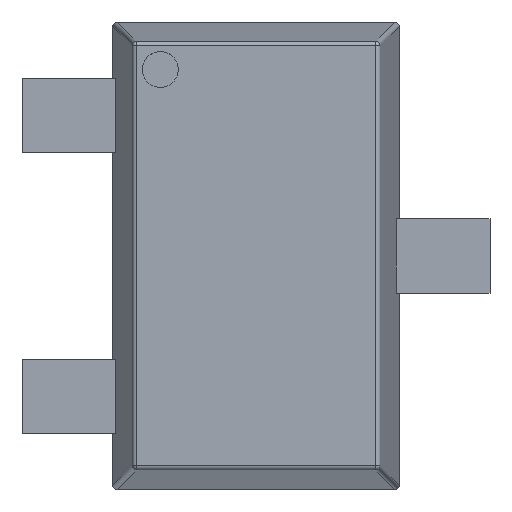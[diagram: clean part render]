
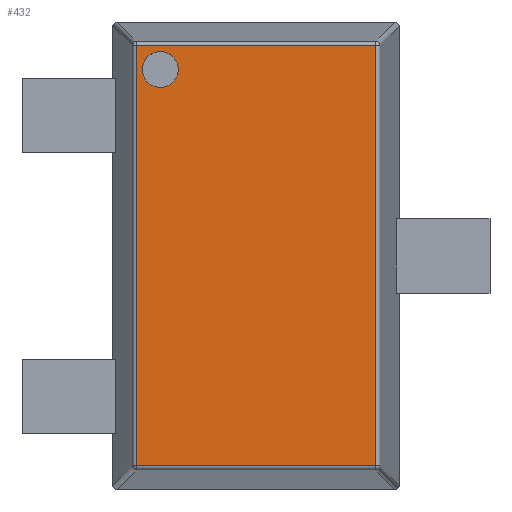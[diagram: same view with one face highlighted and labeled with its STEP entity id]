
A CAD part, top view. The second image highlights one B-rep face of the part: STEP entity #432.
In plain terms, the highlighted planar face has unit normal (0, 0, 1).
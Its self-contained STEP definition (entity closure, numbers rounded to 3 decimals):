
#241 = VERTEX_POINT('',#242);
#242 = CARTESIAN_POINT('',(0.113,0.113,0.9));
#249 = EDGE_CURVE('',#241,#250,#252,.T.);
#250 = VERTEX_POINT('',#251);
#251 = CARTESIAN_POINT('',(0.113,2.087,0.9));
#252 = LINE('',#253,#254);
#253 = CARTESIAN_POINT('',(0.113,0.095,0.9));
#254 = VECTOR('',#255,1.);
#255 = DIRECTION('',(0.,1.,0.));
#432 = ADVANCED_FACE('',(#433,#458),#469,.T.);
#433 = FACE_BOUND('',#434,.T.);
#434 = EDGE_LOOP('',(#435,#436,#444,#452));
#435 = ORIENTED_EDGE('',*,*,#249,.F.);
#436 = ORIENTED_EDGE('',*,*,#437,.T.);
#437 = EDGE_CURVE('',#241,#438,#440,.T.);
#438 = VERTEX_POINT('',#439);
#439 = CARTESIAN_POINT('',(1.237,0.113,0.9));
#440 = LINE('',#441,#442);
#441 = CARTESIAN_POINT('',(0.095,0.113,0.9));
#442 = VECTOR('',#443,1.);
#443 = DIRECTION('',(1.,0.,0.));
#444 = ORIENTED_EDGE('',*,*,#445,.T.);
#445 = EDGE_CURVE('',#438,#446,#448,.T.);
#446 = VERTEX_POINT('',#447);
#447 = CARTESIAN_POINT('',(1.237,2.087,0.9));
#448 = LINE('',#449,#450);
#449 = CARTESIAN_POINT('',(1.237,0.095,0.9));
#450 = VECTOR('',#451,1.);
#451 = DIRECTION('',(0.,1.,0.));
#452 = ORIENTED_EDGE('',*,*,#453,.F.);
#453 = EDGE_CURVE('',#250,#446,#454,.T.);
#454 = LINE('',#455,#456);
#455 = CARTESIAN_POINT('',(0.095,2.087,0.9));
#456 = VECTOR('',#457,1.);
#457 = DIRECTION('',(1.,0.,0.));
#458 = FACE_BOUND('',#459,.T.);
#459 = EDGE_LOOP('',(#460));
#460 = ORIENTED_EDGE('',*,*,#461,.F.);
#461 = EDGE_CURVE('',#462,#462,#464,.T.);
#462 = VERTEX_POINT('',#463);
#463 = CARTESIAN_POINT('',(0.309,1.975,0.9));
#464 = CIRCLE('',#465,0.084);
#465 = AXIS2_PLACEMENT_3D('',#466,#467,#468);
#466 = CARTESIAN_POINT('',(0.225,1.975,0.9));
#467 = DIRECTION('',(0.,0.,1.));
#468 = DIRECTION('',(1.,0.,0.));
#469 = PLANE('',#470);
#470 = AXIS2_PLACEMENT_3D('',#471,#472,#473);
#471 = CARTESIAN_POINT('',(0.,0.,0.9));
#472 = DIRECTION('',(0.,0.,1.));
#473 = DIRECTION('',(1.,0.,0.));
